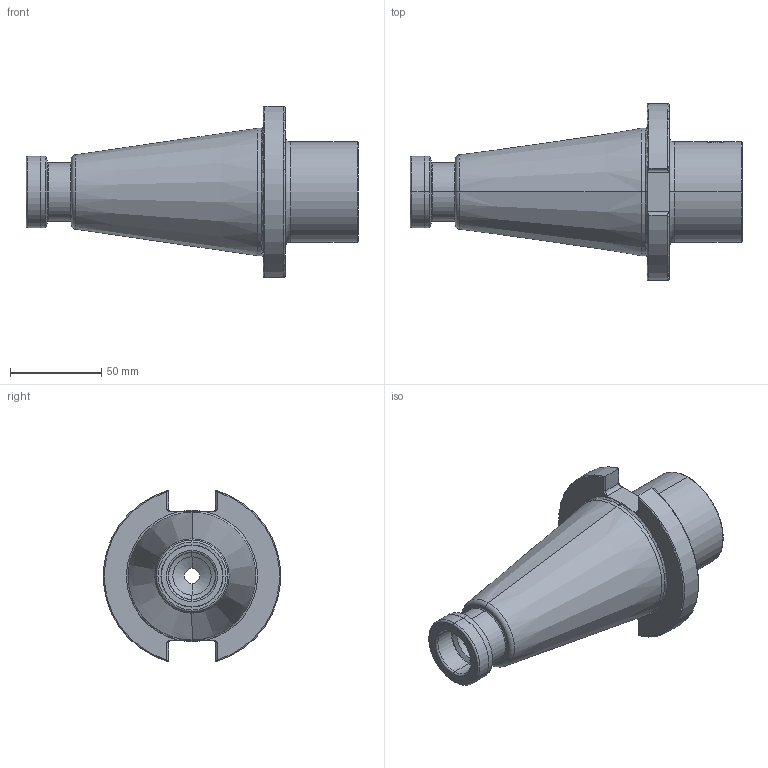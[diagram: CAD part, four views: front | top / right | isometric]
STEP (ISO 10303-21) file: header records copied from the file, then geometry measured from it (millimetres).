
FILE_DESCRIPTION (( 'STEP AP203' ), '1' );
FILE_NAME ('SZ5-MB5.K01.055.STEP', '2014-07-31T09:58:26', ( 'SwiAdmin' ), ( '' ), 'SwSTEP 2.0', 'SolidWorks 2012', '' );
FILE_SCHEMA (( 'CONFIG_CONTROL_DESIGN' ));
Length unit declared in the file: millimetre
Products named in the file (4): Kunstoffring SZ5; MB5-ER1.001.017_A; SZ5-MB5.K01.055_B; SZ5-MB5.K01.055
Assembly tree (3 placements, depth 2):
  SZ5-MB5.K01.055
    SZ5-MB5.K01.055_B
    MB5-ER1.001.017_A
    Kunstoffring SZ5
Bounding box: 182 x 96.94 x 93.84 mm (x, y, z)
Volume: 396133.5 mm3; surface area: 57627.6 mm2
Topology: 3 solids, 3 shells, 163 faces, 379 edges, 227 vertices
Faces by surface type: cylinder 57, plane 44, torus 34, cone 24, bspline 4
Entity records: 5610 total; most frequent: CARTESIAN_POINT 1506, DIRECTION 825, ORIENTED_EDGE 754, EDGE_CURVE 377, AXIS2_PLACEMENT_3D 341, VERTEX_POINT 227, EDGE_LOOP 176, CIRCLE 176
